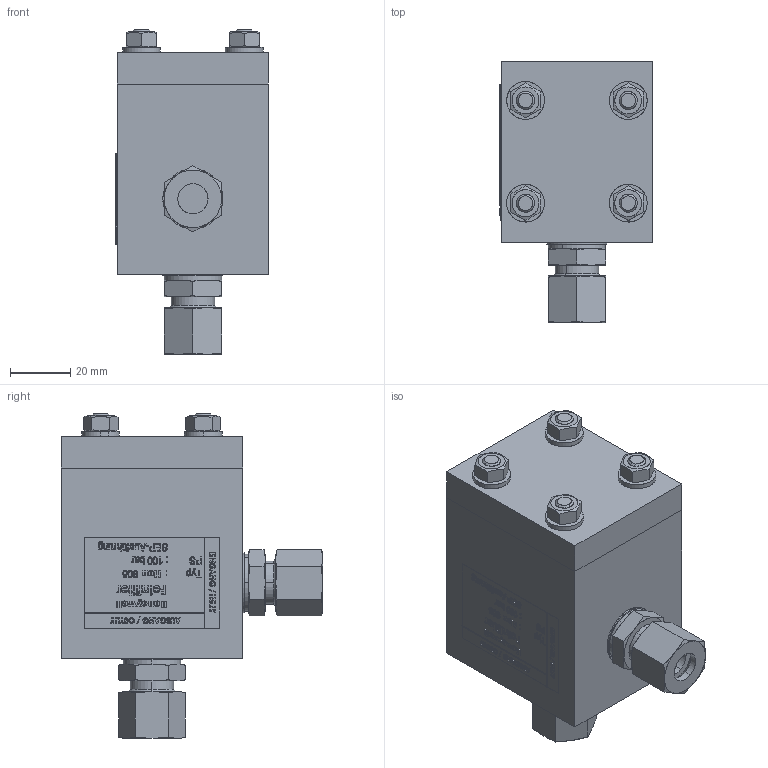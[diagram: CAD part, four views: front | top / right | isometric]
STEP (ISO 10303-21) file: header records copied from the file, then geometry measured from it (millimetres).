
FILE_DESCRIPTION (( 'STEP AP214' ), '1' );
FILE_NAME ('MB_3D_HON905_PN100.STEP', '2017-03-13T10:16:02', ( '' ), ( '' ), 'SwSTEP 2.0', 'SolidWorks 2015', '' );
FILE_SCHEMA (( 'AUTOMOTIVE_DESIGN' ));
Length unit declared in the file: millimetre
Products named in the file (1): MB_3D_HON905_PN100
Bounding box: 50.6 x 86.5 x 107.5 mm (x, y, z)
Surface area: 29034.6 mm2 (no closed solid volume)
Topology: 0 solids, 1096 shells, 1315 faces, 5802 edges, 5595 vertices
Faces by surface type: plane 745, bspline 423, cone 95, cylinder 52
Entity records: 95610 total; most frequent: CARTESIAN_POINT 54707, ORIENTED_EDGE 6377, DIRECTION 5874, EDGE_CURVE 5802, VERTEX_POINT 5595, LINE 3636, VECTOR 3636, B_SPLINE_CURVE_WITH_KNOTS 1940
